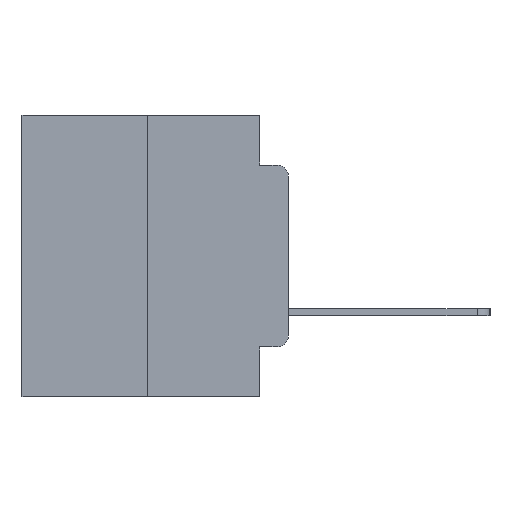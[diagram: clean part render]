
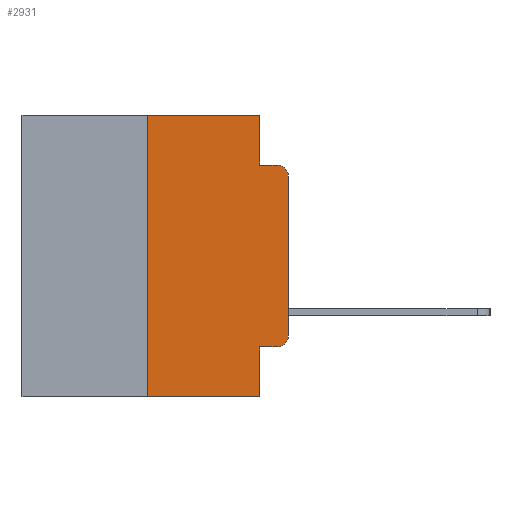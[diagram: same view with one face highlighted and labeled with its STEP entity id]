
A CAD part, left-side view. The second image highlights one B-rep face of the part: STEP entity #2931.
In plain terms, the highlighted planar face has unit normal (-1, 0, 0).
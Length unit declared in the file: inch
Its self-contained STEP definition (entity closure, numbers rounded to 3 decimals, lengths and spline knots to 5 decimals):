
#125 = CARTESIAN_POINT ( 'NONE',  ( 0., 0.051, -0.0885 ) ) ;
#146 = CARTESIAN_POINT ( 'NONE',  ( 0., 0.25, 0. ) ) ;
#402 = VERTEX_POINT ( 'NONE', #13196 ) ;
#616 = CARTESIAN_POINT ( 'NONE',  ( 0., 0.051, -0.4115 ) ) ;
#833 = ORIENTED_EDGE ( 'NONE', *, *, #11811, .T. ) ;
#845 = LINE ( 'NONE', #9564, #10510 ) ;
#1165 = VERTEX_POINT ( 'NONE', #146 ) ;
#2208 = EDGE_CURVE ( 'NONE', #26225, #7722, #16792, .T. ) ;
#2931 = ADVANCED_FACE ( 'NONE', ( #25118 ), #21128, .F. ) ;
#2972 = DIRECTION ( 'NONE',  ( 0., 0., 1. ) ) ;
#3266 = CARTESIAN_POINT ( 'NONE',  ( 0., 0.473, -0.5 ) ) ;
#3327 = DIRECTION ( 'NONE',  ( 0., 0., -1. ) ) ;
#3353 = DIRECTION ( 'NONE',  ( 0., -1., 0. ) ) ;
#3595 = AXIS2_PLACEMENT_3D ( 'NONE', #21510, #21185, #21154 ) ;
#3598 = EDGE_CURVE ( 'NONE', #22557, #1165, #25399, .T. ) ;
#3951 = EDGE_CURVE ( 'NONE', #22557, #7722, #7220, .T. ) ;
#4435 = DIRECTION ( 'NONE',  ( -1., 0., 0. ) ) ;
#4543 = CIRCLE ( 'NONE', #19533, 0.02 ) ;
#6396 = EDGE_CURVE ( 'NONE', #11506, #10401, #6461, .T. ) ;
#6431 = ORIENTED_EDGE ( 'NONE', *, *, #23103, .T. ) ;
#6461 = LINE ( 'NONE', #25476, #22564 ) ;
#6575 = VERTEX_POINT ( 'NONE', #20154 ) ;
#7220 = LINE ( 'NONE', #3266, #17322 ) ;
#7404 = ORIENTED_EDGE ( 'NONE', *, *, #2208, .F. ) ;
#7722 = VERTEX_POINT ( 'NONE', #15378 ) ;
#7805 = EDGE_CURVE ( 'NONE', #10401, #9126, #845, .T. ) ;
#8110 = CARTESIAN_POINT ( 'NONE',  ( 0., 0.051, 0. ) ) ;
#8353 = CARTESIAN_POINT ( 'NONE',  ( 0., 0.02, -0.1085 ) ) ;
#8415 = VECTOR ( 'NONE', #10975, 39.37008 ) ;
#8718 = CARTESIAN_POINT ( 'NONE',  ( 0., 0., -0.3915 ) ) ;
#9126 = VERTEX_POINT ( 'NONE', #12169 ) ;
#9159 = EDGE_CURVE ( 'NONE', #6575, #9126, #23191, .T. ) ;
#9564 = CARTESIAN_POINT ( 'NONE',  ( 0., 0.051, -0.0885 ) ) ;
#10356 = DIRECTION ( 'NONE',  ( 0., 0., -1. ) ) ;
#10401 = VERTEX_POINT ( 'NONE', #125 ) ;
#10510 = VECTOR ( 'NONE', #13584, 39.37008 ) ;
#10887 = EDGE_LOOP ( 'NONE', ( #833, #12381, #21561, #18111, #14634, #15922, #19072, #7404, #16569, #6431 ) ) ;
#10939 = CARTESIAN_POINT ( 'NONE',  ( 0., 0.051, 0. ) ) ;
#10975 = DIRECTION ( 'NONE',  ( 0., -1., 0. ) ) ;
#11219 = DIRECTION ( 'NONE',  ( 0., 0., 1. ) ) ;
#11506 = VERTEX_POINT ( 'NONE', #8110 ) ;
#11512 = CARTESIAN_POINT ( 'NONE',  ( 0., 0.25, 0. ) ) ;
#11811 = EDGE_CURVE ( 'NONE', #26189, #6575, #20259, .T. ) ;
#12016 = LINE ( 'NONE', #20634, #18053 ) ;
#12019 = VECTOR ( 'NONE', #3327, 39.37008 ) ;
#12169 = CARTESIAN_POINT ( 'NONE',  ( 0., 0.02, -0.0885 ) ) ;
#12381 = ORIENTED_EDGE ( 'NONE', *, *, #9159, .T. ) ;
#12742 = CARTESIAN_POINT ( 'NONE',  ( 0., 0.25, -0.5 ) ) ;
#12953 = AXIS2_PLACEMENT_3D ( 'NONE', #8353, #22416, #10356 ) ;
#13196 = CARTESIAN_POINT ( 'NONE',  ( 0., 0.02, -0.4115 ) ) ;
#13547 = DIRECTION ( 'NONE',  ( 0., 0., -1. ) ) ;
#13584 = DIRECTION ( 'NONE',  ( 0., -1., 0. ) ) ;
#14553 = DIRECTION ( 'NONE',  ( 0., -1., 0. ) ) ;
#14634 = ORIENTED_EDGE ( 'NONE', *, *, #18988, .F. ) ;
#15222 = CARTESIAN_POINT ( 'NONE',  ( 0., 0., 0. ) ) ;
#15378 = CARTESIAN_POINT ( 'NONE',  ( 0., 0.051, -0.5 ) ) ;
#15922 = ORIENTED_EDGE ( 'NONE', *, *, #3598, .F. ) ;
#16569 = ORIENTED_EDGE ( 'NONE', *, *, #24408, .T. ) ;
#16626 = CARTESIAN_POINT ( 'NONE',  ( 0., 0.02, -0.3915 ) ) ;
#16792 = LINE ( 'NONE', #10939, #12019 ) ;
#16984 = CARTESIAN_POINT ( 'NONE',  ( 0., 0.051, -0.4115 ) ) ;
#17322 = VECTOR ( 'NONE', #3353, 39.37008 ) ;
#18053 = VECTOR ( 'NONE', #14553, 39.37008 ) ;
#18111 = ORIENTED_EDGE ( 'NONE', *, *, #6396, .F. ) ;
#18655 = DIRECTION ( 'NONE',  ( 0., 0., -1. ) ) ;
#18988 = EDGE_CURVE ( 'NONE', #1165, #11506, #12016, .T. ) ;
#19072 = ORIENTED_EDGE ( 'NONE', *, *, #3951, .T. ) ;
#19533 = AXIS2_PLACEMENT_3D ( 'NONE', #16626, #4435, #18655 ) ;
#20154 = CARTESIAN_POINT ( 'NONE',  ( 0., 0., -0.1085 ) ) ;
#20177 = VECTOR ( 'NONE', #11219, 39.37008 ) ;
#20259 = LINE ( 'NONE', #15222, #25474 ) ;
#20634 = CARTESIAN_POINT ( 'NONE',  ( 0., 0.473, 0. ) ) ;
#21128 = PLANE ( 'NONE',  #3595 ) ;
#21154 = DIRECTION ( 'NONE',  ( 0., 0., -1. ) ) ;
#21185 = DIRECTION ( 'NONE',  ( 1., 0., 0. ) ) ;
#21510 = CARTESIAN_POINT ( 'NONE',  ( 0., 0.473, 0. ) ) ;
#21561 = ORIENTED_EDGE ( 'NONE', *, *, #7805, .F. ) ;
#22416 = DIRECTION ( 'NONE',  ( -1., 0., 0. ) ) ;
#22557 = VERTEX_POINT ( 'NONE', #12742 ) ;
#22564 = VECTOR ( 'NONE', #13547, 39.37008 ) ;
#23103 = EDGE_CURVE ( 'NONE', #402, #26189, #4543, .T. ) ;
#23191 = CIRCLE ( 'NONE', #12953, 0.02 ) ;
#24375 = LINE ( 'NONE', #616, #8415 ) ;
#24408 = EDGE_CURVE ( 'NONE', #26225, #402, #24375, .T. ) ;
#25118 = FACE_OUTER_BOUND ( 'NONE', #10887, .T. ) ;
#25399 = LINE ( 'NONE', #11512, #20177 ) ;
#25474 = VECTOR ( 'NONE', #2972, 39.37008 ) ;
#25476 = CARTESIAN_POINT ( 'NONE',  ( 0., 0.051, 0. ) ) ;
#26189 = VERTEX_POINT ( 'NONE', #8718 ) ;
#26225 = VERTEX_POINT ( 'NONE', #16984 ) ;
